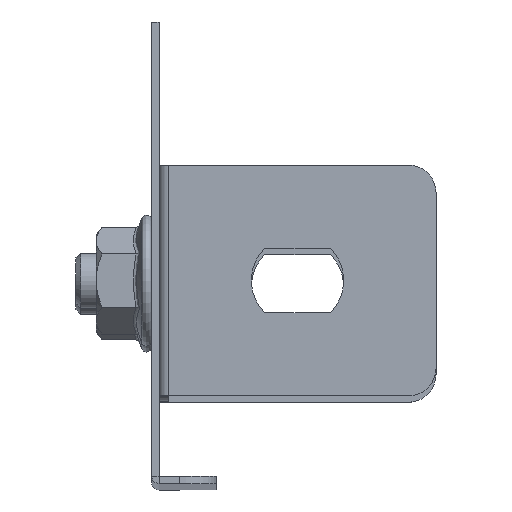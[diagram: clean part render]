
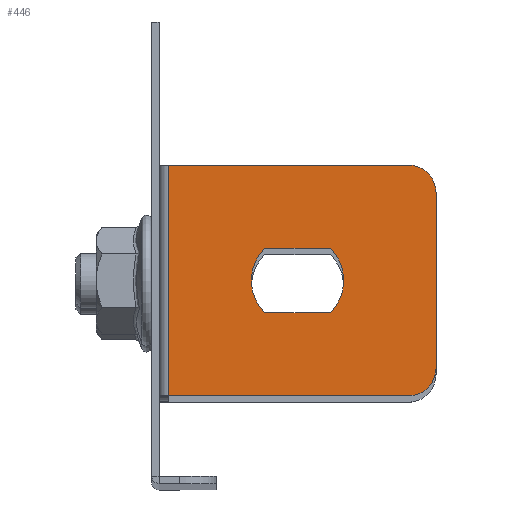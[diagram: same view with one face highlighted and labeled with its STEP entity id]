
A CAD part, top view. The second image highlights one B-rep face of the part: STEP entity #446.
In plain terms, the highlighted face is planar.
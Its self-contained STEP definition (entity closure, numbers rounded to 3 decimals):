
#1 = VERTEX_POINT ( 'NONE', #1917 ) ;
#81 = EDGE_CURVE ( 'NONE', #2126, #1916, #579, .T. ) ;
#84 = EDGE_CURVE ( 'NONE', #2775, #2135, #584, .T. ) ;
#85 = EDGE_CURVE ( 'NONE', #1913, #2775, #580, .T. ) ;
#86 = EDGE_CURVE ( 'NONE', #2116, #1913, #586, .T. ) ;
#87 = EDGE_CURVE ( 'NONE', #2135, #2116, #587, .T. ) ;
#88 = EDGE_CURVE ( 'NONE', #2125, #2126, #589, .T. ) ;
#89 = EDGE_CURVE ( 'NONE', #1916, #1, #592, .T. ) ;
#90 = EDGE_CURVE ( 'NONE', #2120, #1, #593, .T. ) ;
#91 = EDGE_CURVE ( 'NONE', #2133, #2120, #590, .T. ) ;
#199 = EDGE_CURVE ( 'NONE', #2133, #2125, #762, .T. ) ;
#233 = AXIS2_PLACEMENT_3D ( 'NONE', #1259, #1260, #1261 ) ;
#234 = AXIS2_PLACEMENT_3D ( 'NONE', #1264, #1265, #1266 ) ;
#235 = AXIS2_PLACEMENT_3D ( 'NONE', #1269, #1270, #1271 ) ;
#236 = AXIS2_PLACEMENT_3D ( 'NONE', #1274, #1275, #1276 ) ;
#287 = AXIS2_PLACEMENT_3D ( 'NONE', #1342, #1352, #1353 ) ;
#348 = CARTESIAN_POINT ( 'NONE',  ( 0., 0., 12.5 ) ) ;
#356 = DIRECTION ( 'NONE',  ( -1., 0., 0. ) ) ;
#425 = CARTESIAN_POINT ( 'NONE',  ( -1., 0., 12.5 ) ) ;
#446 = ADVANCED_FACE ( 'NONE', ( #800, #803 ), #1347, .T. ) ;
#579 = LINE ( 'NONE', #1242, #581 ) ;
#580 = LINE ( 'NONE', #1258, #588 ) ;
#581 = VECTOR ( 'NONE', #1243, 1000. ) ;
#584 = CIRCLE ( 'NONE', #233, 5. ) ;
#586 = CIRCLE ( 'NONE', #234, 5. ) ;
#587 = LINE ( 'NONE', #1263, #591 ) ;
#588 = VECTOR ( 'NONE', #1254, 1000. ) ;
#589 = CIRCLE ( 'NONE', #235, 3. ) ;
#590 = LINE ( 'NONE', #1273, #597 ) ;
#591 = VECTOR ( 'NONE', #1262, 1000. ) ;
#592 = CIRCLE ( 'NONE', #236, 3. ) ;
#593 = LINE ( 'NONE', #1267, #595 ) ;
#595 = VECTOR ( 'NONE', #1268, 1000. ) ;
#597 = VECTOR ( 'NONE', #1277, 1000. ) ;
#762 = LINE ( 'NONE', #348, #766 ) ;
#766 = VECTOR ( 'NONE', #356, 1000. ) ;
#800 = FACE_BOUND ( 'NONE', #2551, .T. ) ;
#803 = FACE_OUTER_BOUND ( 'NONE', #2558, .T. ) ;
#1242 = CARTESIAN_POINT ( 'NONE',  ( -30., 0., 12.5 ) ) ;
#1243 = DIRECTION ( 'NONE',  ( 0., 0., -1. ) ) ;
#1254 = DIRECTION ( 'NONE',  ( 1., 0., 0. ) ) ;
#1258 = CARTESIAN_POINT ( 'NONE',  ( -18.571, 0., -3.5 ) ) ;
#1259 = CARTESIAN_POINT ( 'NONE',  ( -15., 0., 0. ) ) ;
#1260 = DIRECTION ( 'NONE',  ( 0., -1., 0. ) ) ;
#1261 = DIRECTION ( 'NONE',  ( 1., 0., 0. ) ) ;
#1262 = DIRECTION ( 'NONE',  ( -1., 0., 0. ) ) ;
#1263 = CARTESIAN_POINT ( 'NONE',  ( -11.429, 0., 3.5 ) ) ;
#1264 = CARTESIAN_POINT ( 'NONE',  ( -15., 0., 0. ) ) ;
#1265 = DIRECTION ( 'NONE',  ( 0., -1., 0. ) ) ;
#1266 = DIRECTION ( 'NONE',  ( 1., 0., 0. ) ) ;
#1267 = CARTESIAN_POINT ( 'NONE',  ( 0., 0., -12.5 ) ) ;
#1268 = DIRECTION ( 'NONE',  ( -1., 0., 0. ) ) ;
#1269 = CARTESIAN_POINT ( 'NONE',  ( -27., 0., 9.5 ) ) ;
#1270 = DIRECTION ( 'NONE',  ( 0., -1., 0. ) ) ;
#1271 = DIRECTION ( 'NONE',  ( 1., 0., 0. ) ) ;
#1273 = CARTESIAN_POINT ( 'NONE',  ( -1., 0., 12.5 ) ) ;
#1274 = CARTESIAN_POINT ( 'NONE',  ( -27., 0., -9.5 ) ) ;
#1275 = DIRECTION ( 'NONE',  ( 0., -1., 0. ) ) ;
#1276 = DIRECTION ( 'NONE',  ( 1., 0., 0. ) ) ;
#1277 = DIRECTION ( 'NONE',  ( 0., 0., -1. ) ) ;
#1342 = CARTESIAN_POINT ( 'NONE',  ( 0., 0., 12.5 ) ) ;
#1347 = PLANE ( 'NONE',  #287 ) ;
#1352 = DIRECTION ( 'NONE',  ( 0., -1., 0. ) ) ;
#1353 = DIRECTION ( 'NONE',  ( 1., 0., 0. ) ) ;
#1874 = CARTESIAN_POINT ( 'NONE',  ( -30., 0., 9.5 ) ) ;
#1889 = CARTESIAN_POINT ( 'NONE',  ( -27., 0., 12.5 ) ) ;
#1913 = VERTEX_POINT ( 'NONE', #3403 ) ;
#1916 = VERTEX_POINT ( 'NONE', #3406 ) ;
#1917 = CARTESIAN_POINT ( 'NONE',  ( -27., 0., -12.5 ) ) ;
#2116 = VERTEX_POINT ( 'NONE', #3408 ) ;
#2120 = VERTEX_POINT ( 'NONE', #3412 ) ;
#2125 = VERTEX_POINT ( 'NONE', #1889 ) ;
#2126 = VERTEX_POINT ( 'NONE', #1874 ) ;
#2133 = VERTEX_POINT ( 'NONE', #425 ) ;
#2135 = VERTEX_POINT ( 'NONE', #3037 ) ;
#2448 = ORIENTED_EDGE ( 'NONE', *, *, #91, .F. ) ;
#2449 = ORIENTED_EDGE ( 'NONE', *, *, #90, .F. ) ;
#2450 = ORIENTED_EDGE ( 'NONE', *, *, #89, .T. ) ;
#2452 = ORIENTED_EDGE ( 'NONE', *, *, #81, .T. ) ;
#2454 = ORIENTED_EDGE ( 'NONE', *, *, #88, .T. ) ;
#2455 = ORIENTED_EDGE ( 'NONE', *, *, #199, .T. ) ;
#2457 = ORIENTED_EDGE ( 'NONE', *, *, #87, .F. ) ;
#2458 = ORIENTED_EDGE ( 'NONE', *, *, #86, .F. ) ;
#2459 = ORIENTED_EDGE ( 'NONE', *, *, #85, .F. ) ;
#2464 = ORIENTED_EDGE ( 'NONE', *, *, #84, .F. ) ;
#2551 = EDGE_LOOP ( 'NONE', ( #2464, #2459, #2458, #2457 ) ) ;
#2558 = EDGE_LOOP ( 'NONE', ( #2455, #2454, #2452, #2450, #2449, #2448 ) ) ;
#2775 = VERTEX_POINT ( 'NONE', #3040 ) ;
#3037 = CARTESIAN_POINT ( 'NONE',  ( -11.429, 0., 3.5 ) ) ;
#3040 = CARTESIAN_POINT ( 'NONE',  ( -11.429, 0., -3.5 ) ) ;
#3403 = CARTESIAN_POINT ( 'NONE',  ( -18.571, 0., -3.5 ) ) ;
#3406 = CARTESIAN_POINT ( 'NONE',  ( -30., 0., -9.5 ) ) ;
#3408 = CARTESIAN_POINT ( 'NONE',  ( -18.571, 0., 3.5 ) ) ;
#3412 = CARTESIAN_POINT ( 'NONE',  ( -1., 0., -12.5 ) ) ;
